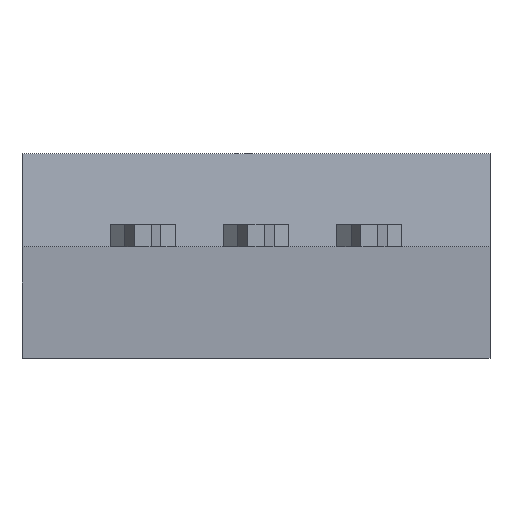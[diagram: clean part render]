
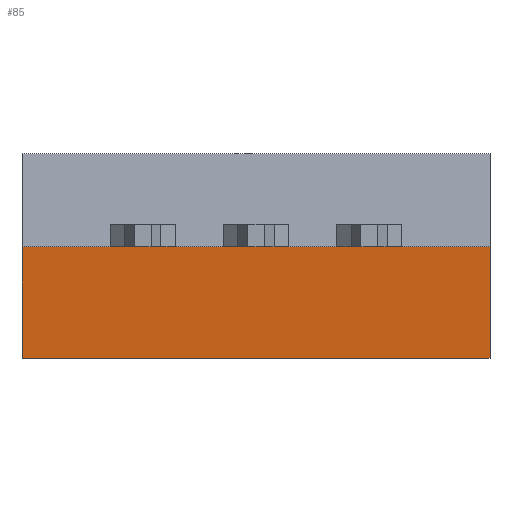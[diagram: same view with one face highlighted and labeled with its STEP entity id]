
A CAD part, front view. The second image highlights one B-rep face of the part: STEP entity #85.
In plain terms, the highlighted planar face has unit normal (0, -0.996, -0.087).
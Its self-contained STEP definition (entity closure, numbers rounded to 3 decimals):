
#66 = VERTEX_POINT ( 'NONE', #482 ) ;
#85 = ADVANCED_FACE ( 'NONE', ( #1092 ), #628, .F. ) ;
#133 = CARTESIAN_POINT ( 'NONE',  ( 5.25, 4.2, 0.205 ) ) ;
#196 = VECTOR ( 'NONE', #1107, 1000. ) ;
#302 = DIRECTION ( 'NONE',  ( 0., -0.087, 0.996 ) ) ;
#376 = VECTOR ( 'NONE', #1987, 1000. ) ;
#410 = CARTESIAN_POINT ( 'NONE',  ( 5.25, 4.419, -2.295 ) ) ;
#463 = DIRECTION ( 'NONE',  ( 0., 0.996, 0.087 ) ) ;
#482 = CARTESIAN_POINT ( 'NONE',  ( -5.25, 4.419, -2.295 ) ) ;
#567 = DIRECTION ( 'NONE',  ( -1., 0., 0. ) ) ;
#619 = EDGE_CURVE ( 'NONE', #2058, #66, #1577, .T. ) ;
#628 = PLANE ( 'NONE',  #1031 ) ;
#638 = VECTOR ( 'NONE', #1883, 1000. ) ;
#663 = LINE ( 'NONE', #133, #196 ) ;
#679 = CARTESIAN_POINT ( 'NONE',  ( 5.25, 4.2, 0.205 ) ) ;
#798 = EDGE_CURVE ( 'NONE', #1456, #2058, #879, .T. ) ;
#829 = CARTESIAN_POINT ( 'NONE',  ( 5.25, 4.419, -2.295 ) ) ;
#874 = ORIENTED_EDGE ( 'NONE', *, *, #798, .F. ) ;
#879 = LINE ( 'NONE', #1558, #638 ) ;
#984 = CARTESIAN_POINT ( 'NONE',  ( 5.25, 4.2, 0.205 ) ) ;
#988 = EDGE_CURVE ( 'NONE', #1456, #1934, #663, .T. ) ;
#1031 = AXIS2_PLACEMENT_3D ( 'NONE', #984, #463, #302 ) ;
#1092 = FACE_OUTER_BOUND ( 'NONE', #1700, .T. ) ;
#1107 = DIRECTION ( 'NONE',  ( -1., 0., 0. ) ) ;
#1194 = ORIENTED_EDGE ( 'NONE', *, *, #988, .T. ) ;
#1329 = ORIENTED_EDGE ( 'NONE', *, *, #619, .F. ) ;
#1456 = VERTEX_POINT ( 'NONE', #679 ) ;
#1469 = VECTOR ( 'NONE', #567, 1000. ) ;
#1477 = EDGE_CURVE ( 'NONE', #1934, #66, #1556, .T. ) ;
#1556 = LINE ( 'NONE', #1690, #376 ) ;
#1558 = CARTESIAN_POINT ( 'NONE',  ( 5.25, 4.2, 0.205 ) ) ;
#1577 = LINE ( 'NONE', #410, #1469 ) ;
#1618 = CARTESIAN_POINT ( 'NONE',  ( -5.25, 4.2, 0.205 ) ) ;
#1690 = CARTESIAN_POINT ( 'NONE',  ( -5.25, 4.2, 0.205 ) ) ;
#1700 = EDGE_LOOP ( 'NONE', ( #874, #1194, #2029, #1329 ) ) ;
#1883 = DIRECTION ( 'NONE',  ( 0., 0.087, -0.996 ) ) ;
#1934 = VERTEX_POINT ( 'NONE', #1618 ) ;
#1987 = DIRECTION ( 'NONE',  ( 0., 0.087, -0.996 ) ) ;
#2029 = ORIENTED_EDGE ( 'NONE', *, *, #1477, .T. ) ;
#2058 = VERTEX_POINT ( 'NONE', #829 ) ;
